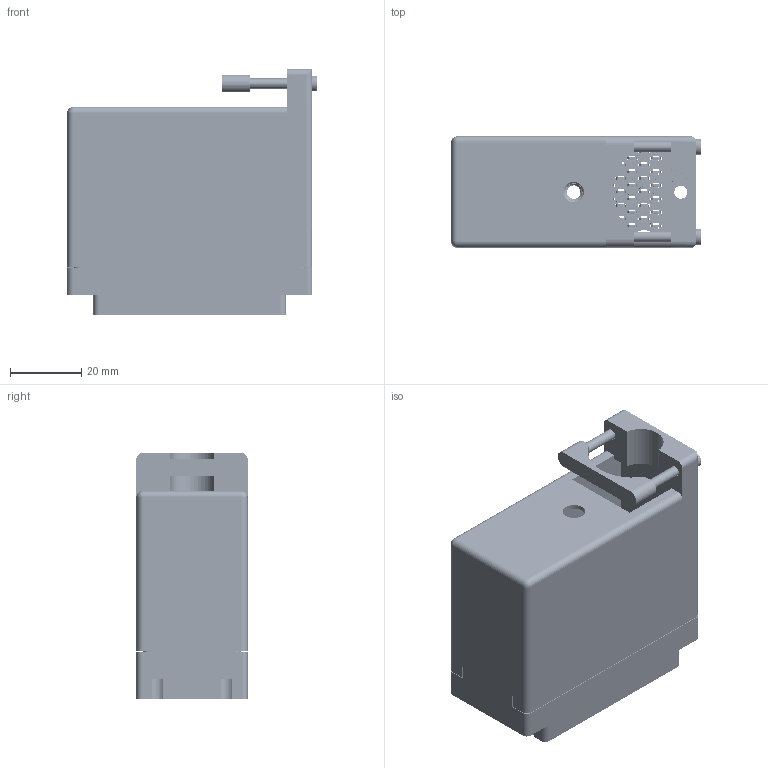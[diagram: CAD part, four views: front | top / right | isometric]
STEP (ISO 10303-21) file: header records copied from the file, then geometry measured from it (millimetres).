
FILE_DESCRIPTION (( 'STEP AP203' ), '1' );
FILE_NAME ('516-090-500-166.STEP', '2020-03-10T17:24:39', ( '' ), ( '' ), 'SwSTEP 2.0', 'SolidWorks 2016', '' );
FILE_SCHEMA (( 'CONFIG_CONTROL_DESIGN' ));
Length unit declared in the file: inch
Products named in the file (5): 516-230-001_Metal - 090 Top Entry; 516-292-001_500 Contact; 516 Plug Insulator_090; 516-252-095-100; 516-090-500-166
Assembly tree (93 placements, depth 2):
  516-090-500-166
    516 Plug Insulator_090
    516-292-001_500 Contact  x90
    516-230-001_Metal - 090 Top Entry
    516-252-095-100
Bounding box: 70.31 x 31.34 x 69.24 mm (x, y, z)
Volume: 35482.8 mm3; surface area: 61352.7 mm2
Topology: 93 solids, 93 shells, 8800 faces, 25601 edges, 16999 vertices
Faces by surface type: plane 5297, cylinder 2943, bspline 546, cone 12, sphere 2
Entity records: 73784 total; most frequent: CARTESIAN_POINT 14483, ORIENTED_EDGE 12038, DIRECTION 11602, EDGE_CURVE 6019, VECTOR 4500, LINE 4500, VERTEX_POINT 4005, AXIS2_PLACEMENT_3D 3551
